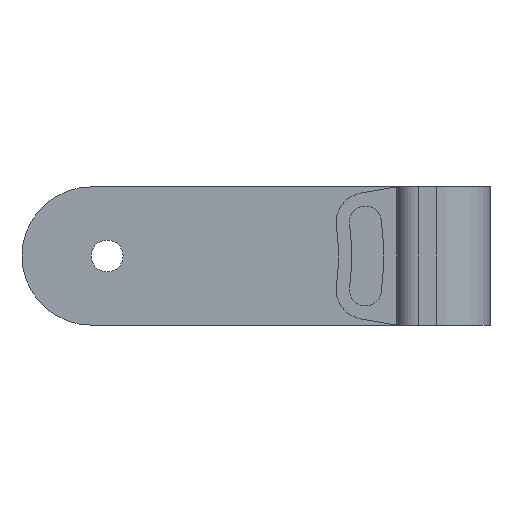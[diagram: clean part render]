
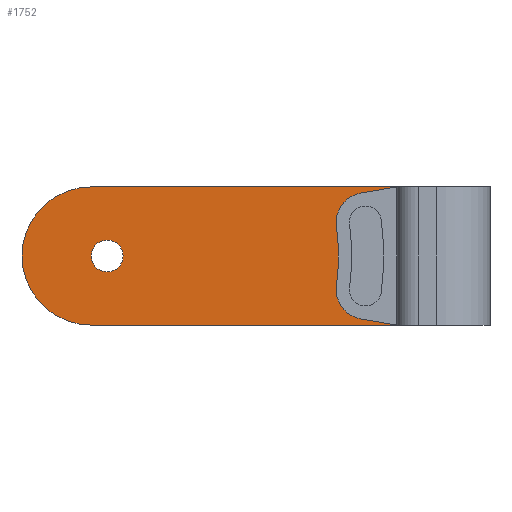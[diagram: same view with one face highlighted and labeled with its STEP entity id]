
A CAD part, front view. The second image highlights one B-rep face of the part: STEP entity #1752.
In plain terms, the highlighted planar face has unit normal (0, -1, 0).
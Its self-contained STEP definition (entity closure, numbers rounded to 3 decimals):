
#9 = DIRECTION ( 'NONE',  ( -1., 0., 0. ) ) ;
#10 = ORIENTED_EDGE ( 'NONE', *, *, #1382, .F. ) ;
#23 = VECTOR ( 'NONE', #559, 1000. ) ;
#27 = CIRCLE ( 'NONE', #1896, 6.5 ) ;
#52 = LINE ( 'NONE', #1984, #1151 ) ;
#67 = VERTEX_POINT ( 'NONE', #336 ) ;
#76 = CARTESIAN_POINT ( 'NONE',  ( -38.5, -46.5, 6.5 ) ) ;
#85 = EDGE_CURVE ( 'NONE', #781, #67, #1777, .T. ) ;
#93 = CARTESIAN_POINT ( 'NONE',  ( -40., -46.5, 0. ) ) ;
#107 = ORIENTED_EDGE ( 'NONE', *, *, #924, .T. ) ;
#139 = FACE_BOUND ( 'NONE', #1285, .T. ) ;
#145 = DIRECTION ( 'NONE',  ( -1., 0., 0. ) ) ;
#176 = ORIENTED_EDGE ( 'NONE', *, *, #1069, .T. ) ;
#203 = CARTESIAN_POINT ( 'NONE',  ( -14.21, -46.5, 3.302 ) ) ;
#219 = DIRECTION ( 'NONE',  ( -1., 0., 0. ) ) ;
#253 = EDGE_CURVE ( 'NONE', #574, #1342, #2146, .T. ) ;
#274 = VERTEX_POINT ( 'NONE', #1286 ) ;
#303 = EDGE_LOOP ( 'NONE', ( #1466, #892, #1358, #10, #616 ) ) ;
#316 = CARTESIAN_POINT ( 'NONE',  ( -40., -46.5, 6.5 ) ) ;
#336 = CARTESIAN_POINT ( 'NONE',  ( -12.722, -46.5, 9.894 ) ) ;
#379 = DIRECTION ( 'NONE',  ( -1., 0., 0. ) ) ;
#389 = VERTEX_POINT ( 'NONE', #1072 ) ;
#442 = CARTESIAN_POINT ( 'NONE',  ( -38.5, -46.5, 6.5 ) ) ;
#493 = DIRECTION ( 'NONE',  ( 0., -1., 0. ) ) ;
#534 = VERTEX_POINT ( 'NONE', #2152 ) ;
#535 = CARTESIAN_POINT ( 'NONE',  ( -38.5, -46.5, 8. ) ) ;
#559 = DIRECTION ( 'NONE',  ( 1., 0., 0. ) ) ;
#571 = CARTESIAN_POINT ( 'NONE',  ( 0., -46.5, 13. ) ) ;
#574 = VERTEX_POINT ( 'NONE', #93 ) ;
#579 = CARTESIAN_POINT ( 'NONE',  ( 0., -46.5, 0. ) ) ;
#614 = DIRECTION ( 'NONE',  ( -1., 0., 0. ) ) ;
#616 = ORIENTED_EDGE ( 'NONE', *, *, #1922, .F. ) ;
#645 = VERTEX_POINT ( 'NONE', #2216 ) ;
#673 = CARTESIAN_POINT ( 'NONE',  ( -14.21, -46.5, 9.698 ) ) ;
#676 = CIRCLE ( 'NONE', #1337, 26. ) ;
#679 = AXIS2_PLACEMENT_3D ( 'NONE', #2021, #2195, #614 ) ;
#714 = CIRCLE ( 'NONE', #1307, 6.5 ) ;
#723 = EDGE_CURVE ( 'NONE', #67, #645, #676, .T. ) ;
#761 = EDGE_CURVE ( 'NONE', #1513, #982, #939, .T. ) ;
#764 = DIRECTION ( 'NONE',  ( 0., 1., 0. ) ) ;
#779 = EDGE_CURVE ( 'NONE', #274, #389, #714, .T. ) ;
#781 = VERTEX_POINT ( 'NONE', #1365 ) ;
#814 = AXIS2_PLACEMENT_3D ( 'NONE', #673, #1590, #379 ) ;
#819 = VECTOR ( 'NONE', #1078, 1000. ) ;
#859 = CIRCLE ( 'NONE', #2222, 1.5 ) ;
#892 = ORIENTED_EDGE ( 'NONE', *, *, #2246, .T. ) ;
#922 = CARTESIAN_POINT ( 'NONE',  ( -15.697, -46.5, 3.498 ) ) ;
#924 = EDGE_CURVE ( 'NONE', #1806, #1936, #2044, .T. ) ;
#928 = DIRECTION ( 'NONE',  ( 0., 0., -1. ) ) ;
#939 = CIRCLE ( 'NONE', #2228, 1.5 ) ;
#963 = DIRECTION ( 'NONE',  ( -1., 0., 0. ) ) ;
#982 = VERTEX_POINT ( 'NONE', #922 ) ;
#1010 = CIRCLE ( 'NONE', #679, 1.5 ) ;
#1013 = CARTESIAN_POINT ( 'NONE',  ( -38.5, -46.5, 6.5 ) ) ;
#1026 = CARTESIAN_POINT ( 'NONE',  ( -38.5, -46.5, 5. ) ) ;
#1050 = ORIENTED_EDGE ( 'NONE', *, *, #761, .T. ) ;
#1069 = EDGE_CURVE ( 'NONE', #645, #1513, #1010, .T. ) ;
#1072 = CARTESIAN_POINT ( 'NONE',  ( -46.5, -46.5, 6.5 ) ) ;
#1078 = DIRECTION ( 'NONE',  ( 1., 0., 0. ) ) ;
#1098 = CARTESIAN_POINT ( 'NONE',  ( -11., -46.5, 0. ) ) ;
#1109 = CARTESIAN_POINT ( 'NONE',  ( -14.21, -46.5, 1.802 ) ) ;
#1110 = DIRECTION ( 'NONE',  ( -1., 0., 0. ) ) ;
#1117 = DIRECTION ( 'NONE',  ( -1., 0., 0. ) ) ;
#1130 = DIRECTION ( 'NONE',  ( 0., 1., 0. ) ) ;
#1151 = VECTOR ( 'NONE', #928, 1000. ) ;
#1178 = ORIENTED_EDGE ( 'NONE', *, *, #1693, .T. ) ;
#1199 = DIRECTION ( 'NONE',  ( 0., 1., 0. ) ) ;
#1221 = PLANE ( 'NONE',  #2006 ) ;
#1285 = EDGE_LOOP ( 'NONE', ( #1875, #107 ) ) ;
#1286 = CARTESIAN_POINT ( 'NONE',  ( -40., -46.5, 13. ) ) ;
#1288 = CARTESIAN_POINT ( 'NONE',  ( -38.5, -46.5, 6.5 ) ) ;
#1307 = AXIS2_PLACEMENT_3D ( 'NONE', #2262, #493, #9 ) ;
#1337 = AXIS2_PLACEMENT_3D ( 'NONE', #1013, #1718, #145 ) ;
#1341 = AXIS2_PLACEMENT_3D ( 'NONE', #1288, #1130, #1117 ) ;
#1342 = VERTEX_POINT ( 'NONE', #1098 ) ;
#1358 = ORIENTED_EDGE ( 'NONE', *, *, #253, .T. ) ;
#1365 = CARTESIAN_POINT ( 'NONE',  ( -15.697, -46.5, 9.502 ) ) ;
#1382 = EDGE_CURVE ( 'NONE', #534, #1342, #52, .T. ) ;
#1466 = ORIENTED_EDGE ( 'NONE', *, *, #779, .T. ) ;
#1471 = EDGE_CURVE ( 'NONE', #1936, #1806, #859, .T. ) ;
#1513 = VERTEX_POINT ( 'NONE', #1109 ) ;
#1590 = DIRECTION ( 'NONE',  ( 0., 1., 0. ) ) ;
#1693 = EDGE_CURVE ( 'NONE', #982, #781, #1823, .T. ) ;
#1709 = ORIENTED_EDGE ( 'NONE', *, *, #85, .T. ) ;
#1718 = DIRECTION ( 'NONE',  ( 0., 1., 0. ) ) ;
#1720 = FACE_OUTER_BOUND ( 'NONE', #303, .T. ) ;
#1731 = DIRECTION ( 'NONE',  ( 0., 1., 0. ) ) ;
#1752 = ADVANCED_FACE ( 'NONE', ( #1885, #139, #1720 ), #1221, .F. ) ;
#1777 = CIRCLE ( 'NONE', #814, 1.5 ) ;
#1784 = DIRECTION ( 'NONE',  ( 0., -1., 0. ) ) ;
#1806 = VERTEX_POINT ( 'NONE', #1026 ) ;
#1807 = LINE ( 'NONE', #571, #23 ) ;
#1816 = EDGE_LOOP ( 'NONE', ( #1709, #2253, #176, #1050, #1178 ) ) ;
#1823 = CIRCLE ( 'NONE', #2113, 23. ) ;
#1855 = DIRECTION ( 'NONE',  ( 0., -1., 0. ) ) ;
#1875 = ORIENTED_EDGE ( 'NONE', *, *, #1471, .T. ) ;
#1885 = FACE_BOUND ( 'NONE', #1816, .T. ) ;
#1896 = AXIS2_PLACEMENT_3D ( 'NONE', #316, #1784, #1110 ) ;
#1922 = EDGE_CURVE ( 'NONE', #274, #534, #1807, .T. ) ;
#1936 = VERTEX_POINT ( 'NONE', #535 ) ;
#1984 = CARTESIAN_POINT ( 'NONE',  ( -11., -46.5, 8. ) ) ;
#2006 = AXIS2_PLACEMENT_3D ( 'NONE', #2092, #1731, #2081 ) ;
#2021 = CARTESIAN_POINT ( 'NONE',  ( -14.21, -46.5, 3.302 ) ) ;
#2044 = CIRCLE ( 'NONE', #1341, 1.5 ) ;
#2081 = DIRECTION ( 'NONE',  ( -1., 0., 0. ) ) ;
#2092 = CARTESIAN_POINT ( 'NONE',  ( 0., -46.5, 8. ) ) ;
#2113 = AXIS2_PLACEMENT_3D ( 'NONE', #442, #1855, #2220 ) ;
#2146 = LINE ( 'NONE', #579, #819 ) ;
#2152 = CARTESIAN_POINT ( 'NONE',  ( -11., -46.5, 13. ) ) ;
#2195 = DIRECTION ( 'NONE',  ( 0., 1., 0. ) ) ;
#2216 = CARTESIAN_POINT ( 'NONE',  ( -12.722, -46.5, 3.106 ) ) ;
#2220 = DIRECTION ( 'NONE',  ( -1., 0., 0. ) ) ;
#2222 = AXIS2_PLACEMENT_3D ( 'NONE', #76, #764, #963 ) ;
#2228 = AXIS2_PLACEMENT_3D ( 'NONE', #203, #1199, #219 ) ;
#2246 = EDGE_CURVE ( 'NONE', #389, #574, #27, .T. ) ;
#2253 = ORIENTED_EDGE ( 'NONE', *, *, #723, .T. ) ;
#2262 = CARTESIAN_POINT ( 'NONE',  ( -40., -46.5, 6.5 ) ) ;
